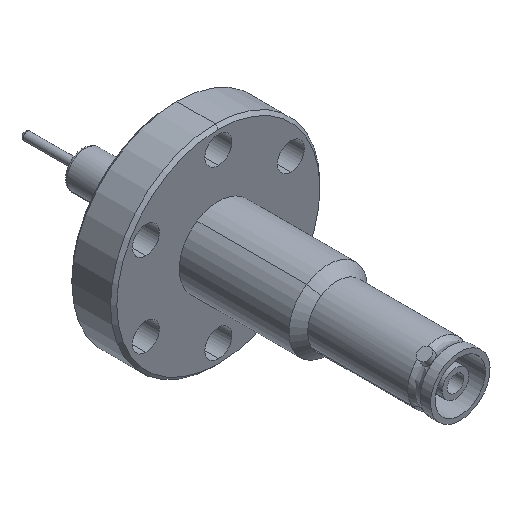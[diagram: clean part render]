
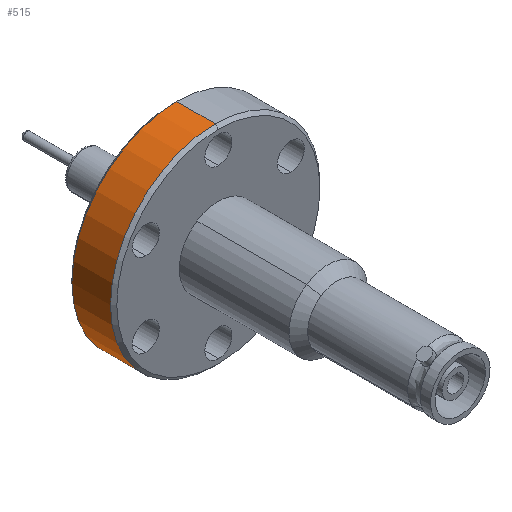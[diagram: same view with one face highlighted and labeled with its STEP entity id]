
A CAD part, isometric view. The second image highlights one B-rep face of the part: STEP entity #515.
In plain terms, the highlighted cylindrical face has radius 16.891 mm (diameter 33.782 mm), a partial arc.
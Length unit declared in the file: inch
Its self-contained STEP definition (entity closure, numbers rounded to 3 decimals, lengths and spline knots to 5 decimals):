
#90 = CARTESIAN_POINT ( 'NONE',  ( 0., 0.02, -0.665 ) ) ;
#136 = CARTESIAN_POINT ( 'NONE',  ( 0., 0.265, 0.665 ) ) ;
#156 = CARTESIAN_POINT ( 'NONE',  ( 0., 0.265, -0.665 ) ) ;
#344 = CARTESIAN_POINT ( 'NONE',  ( 0., 0.02, 0.665 ) ) ;
#515 = ADVANCED_FACE ( 'NONE', ( #1274 ), #920, .T. ) ;
#795 = DIRECTION ( 'NONE',  ( 0., 0., -1. ) ) ;
#804 = DIRECTION ( 'NONE',  ( 0., -1., 0. ) ) ;
#877 = CARTESIAN_POINT ( 'NONE',  ( 0., 0., 0. ) ) ;
#920 = CYLINDRICAL_SURFACE ( 'NONE', #2883, 0.665 ) ;
#987 = VECTOR ( 'NONE', #1574, 39.37008 ) ;
#1050 = LINE ( 'NONE', #1518, #1124 ) ;
#1124 = VECTOR ( 'NONE', #1575, 39.37008 ) ;
#1160 = LINE ( 'NONE', #1553, #987 ) ;
#1274 = FACE_OUTER_BOUND ( 'NONE', #2358, .T. ) ;
#1518 = CARTESIAN_POINT ( 'NONE',  ( 0., 0., -0.665 ) ) ;
#1553 = CARTESIAN_POINT ( 'NONE',  ( 0., 0., 0.665 ) ) ;
#1574 = DIRECTION ( 'NONE',  ( 0., -1., 0. ) ) ;
#1575 = DIRECTION ( 'NONE',  ( 0., -1., 0. ) ) ;
#1611 = VERTEX_POINT ( 'NONE', #344 ) ;
#1660 = VERTEX_POINT ( 'NONE', #136 ) ;
#1677 = VERTEX_POINT ( 'NONE', #90 ) ;
#1731 = VERTEX_POINT ( 'NONE', #156 ) ;
#1952 = AXIS2_PLACEMENT_3D ( 'NONE', #2524, #2525, #2526 ) ;
#2196 = ORIENTED_EDGE ( 'NONE', *, *, #3083, .T. ) ;
#2215 = ORIENTED_EDGE ( 'NONE', *, *, #3091, .F. ) ;
#2358 = EDGE_LOOP ( 'NONE', ( #2370, #2196, #2374, #2215 ) ) ;
#2370 = ORIENTED_EDGE ( 'NONE', *, *, #2971, .F. ) ;
#2374 = ORIENTED_EDGE ( 'NONE', *, *, #2974, .T. ) ;
#2499 = CARTESIAN_POINT ( 'NONE',  ( 0., 0.265, 0. ) ) ;
#2500 = DIRECTION ( 'NONE',  ( 0., -1., 0. ) ) ;
#2501 = DIRECTION ( 'NONE',  ( 0., 0., -1. ) ) ;
#2524 = CARTESIAN_POINT ( 'NONE',  ( 0., 0.02, 0. ) ) ;
#2525 = DIRECTION ( 'NONE',  ( 0., -1., 0. ) ) ;
#2526 = DIRECTION ( 'NONE',  ( 0., 0., -1. ) ) ;
#2715 = AXIS2_PLACEMENT_3D ( 'NONE', #2499, #2500, #2501 ) ;
#2883 = AXIS2_PLACEMENT_3D ( 'NONE', #877, #804, #795 ) ;
#2971 = EDGE_CURVE ( 'NONE', #1660, #1611, #1160, .T. ) ;
#2974 = EDGE_CURVE ( 'NONE', #1731, #1677, #1050, .T. ) ;
#3083 = EDGE_CURVE ( 'NONE', #1660, #1731, #3334, .T. ) ;
#3091 = EDGE_CURVE ( 'NONE', #1611, #1677, #3356, .T. ) ;
#3334 = CIRCLE ( 'NONE', #2715, 0.665 ) ;
#3356 = CIRCLE ( 'NONE', #1952, 0.665 ) ;
